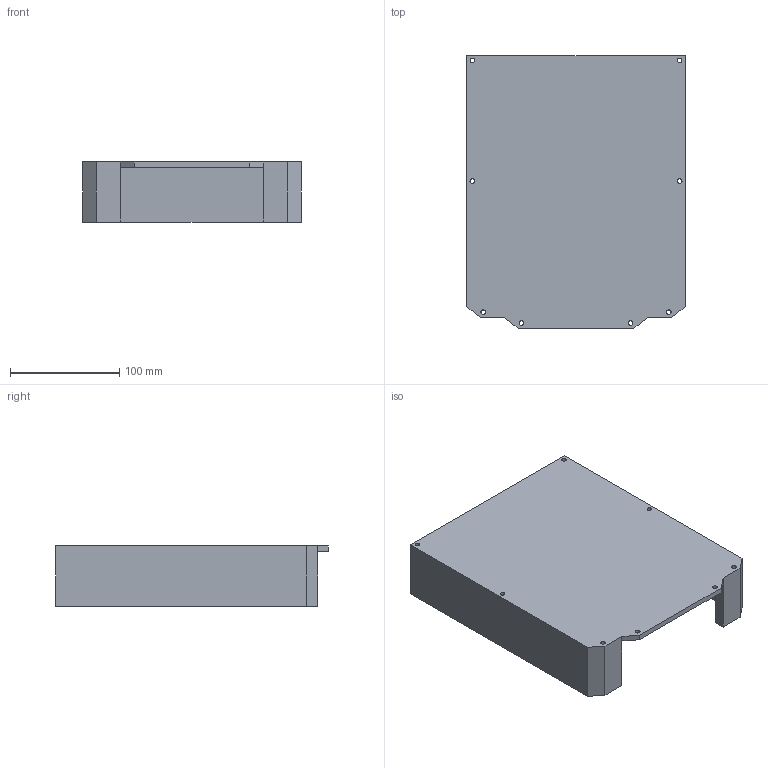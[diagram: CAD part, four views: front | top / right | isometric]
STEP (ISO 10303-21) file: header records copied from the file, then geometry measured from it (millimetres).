
FILE_DESCRIPTION (( 'STEP AP214' ), '1' );
FILE_NAME ('v2_Niveau2_BaseNonHolonome_piece.STEP', '2024-05-15T05:57:41', ( '' ), ( '' ), 'SwSTEP 2.0', 'SolidWorks 2022', '' );
FILE_SCHEMA (( 'AUTOMOTIVE_DESIGN' ));
Length unit declared in the file: metre
Products named in the file (1): v2_Niveau2_BaseNonHolonome_piece
Bounding box: 200 x 250 x 55 mm (x, y, z)
Volume: 590277.6 mm3; surface area: 177692.8 mm2
Topology: 1 solids, 1 shells, 38 faces, 106 edges, 70 vertices
Faces by surface type: plane 22, cylinder 16
Entity records: 1292 total; most frequent: DIRECTION 216, CARTESIAN_POINT 215, ORIENTED_EDGE 212, EDGE_CURVE 106, VECTOR 74, LINE 74, AXIS2_PLACEMENT_3D 71, VERTEX_POINT 70
